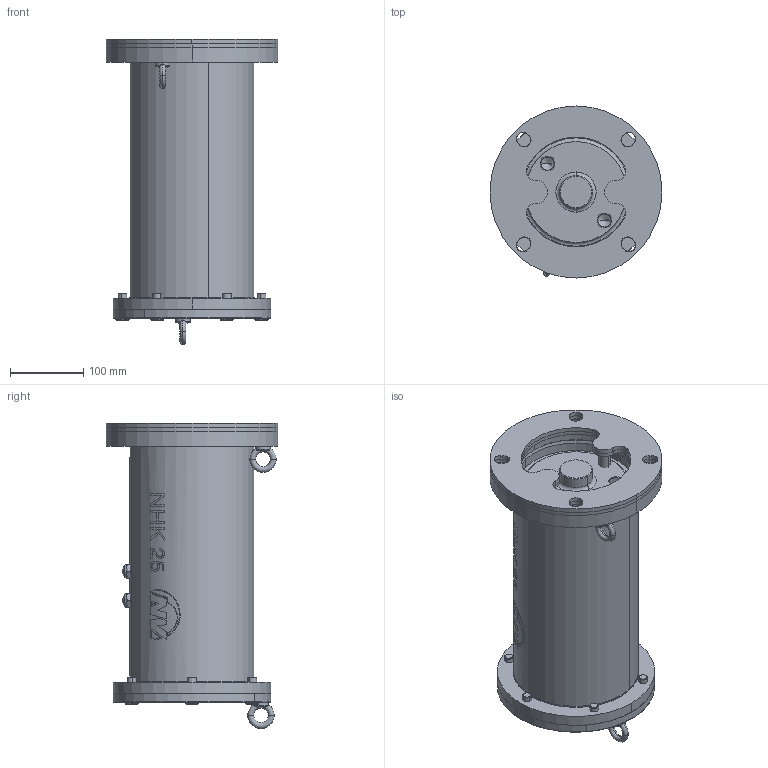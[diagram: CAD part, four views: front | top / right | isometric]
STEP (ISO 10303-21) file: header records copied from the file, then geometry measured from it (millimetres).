
FILE_DESCRIPTION (( 'STEP AP214' ), '1' );
FILE_NAME ('NHK 25 #04425000.STEP', '2016-12-22T12:07:59', ( '' ), ( '' ), 'SwSTEP 2.0', 'SolidWorks 2015', '' );
FILE_SCHEMA (( 'AUTOMOTIVE_DESIGN' ));
Length unit declared in the file: millimetre
Products named in the file (1): NHK 25 #04425000
Bounding box: 235 x 235 x 417 mm (x, y, z)
Volume: 5291477.6 mm3; surface area: 843647.7 mm2
Topology: 28 solids, 28 shells, 1084 faces, 2708 edges, 1698 vertices
Faces by surface type: plane 604, cylinder 259, cone 100, bspline 67, torus 50, sphere 4
Entity records: 43957 total; most frequent: CARTESIAN_POINT 17470, ORIENTED_EDGE 5368, DIRECTION 5129, EDGE_CURVE 2684, AXIS2_PLACEMENT_3D 1740, VERTEX_POINT 1698, VECTOR 1649, LINE 1649
